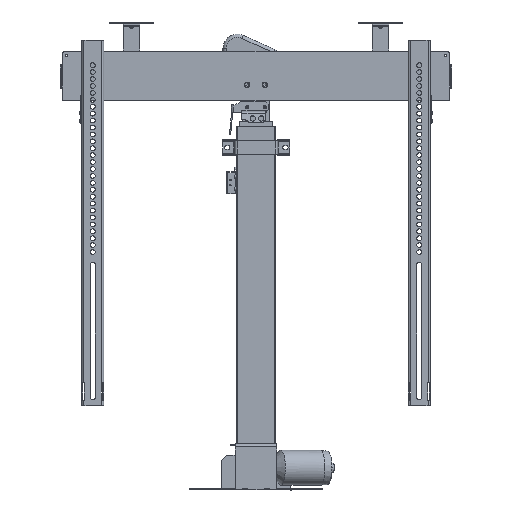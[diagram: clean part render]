
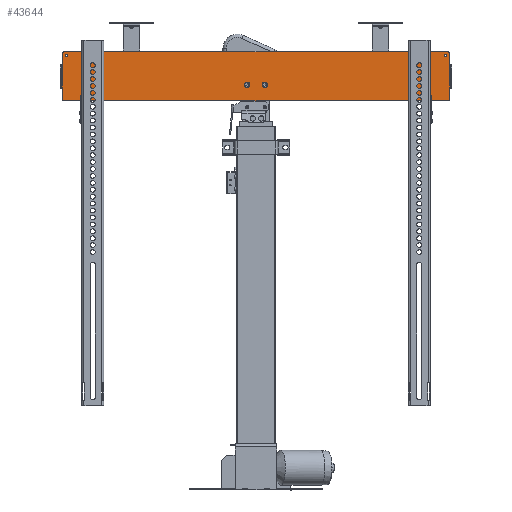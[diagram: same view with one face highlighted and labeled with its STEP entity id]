
A CAD part, top view. The second image highlights one B-rep face of the part: STEP entity #43644.
In plain terms, the highlighted planar face has unit normal (0, 0, 1).
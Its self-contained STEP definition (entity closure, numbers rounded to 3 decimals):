
#43397=CARTESIAN_POINT('',(28.62,-43.137,2.0));
#43398=VERTEX_POINT('',#43397);
#43399=CARTESIAN_POINT('',(23.62,-43.137,2.0));
#43400=DIRECTION('',(0.0,0.0,-1.0));
#43401=DIRECTION('',(-1.0,0.0,0.0));
#43402=AXIS2_PLACEMENT_3D('',#43399,#43400,#43401);
#43403=CIRCLE('',#43402,5.);
#43404=EDGE_CURVE('',#43398,#43398,#43403,.T.);
#43425=CARTESIAN_POINT('',(60.62,-43.137,2.0));
#43426=VERTEX_POINT('',#43425);
#43427=CARTESIAN_POINT('',(55.62,-43.137,2.0));
#43428=DIRECTION('',(0.0,0.0,-1.0));
#43429=DIRECTION('',(-1.0,0.0,0.0));
#43430=AXIS2_PLACEMENT_3D('',#43427,#43428,#43429);
#43431=CIRCLE('',#43430,5.);
#43432=EDGE_CURVE('',#43426,#43426,#43431,.T.);
#43541=CARTESIAN_POINT('',(187.12,13.863,2.0));
#43542=DIRECTION('',(0.0,0.0,1.0));
#43543=DIRECTION('',(1.0,0.0,0.0));
#43544=AXIS2_PLACEMENT_3D('',#43541,#43542,#43543);
#43545=PLANE('',#43544);
#43546=CARTESIAN_POINT('',(387.12,16.363,2.0));
#43547=VERTEX_POINT('',#43546);
#43548=CARTESIAN_POINT('',(-307.88,16.363,2.0));
#43549=VERTEX_POINT('',#43548);
#43550=CARTESIAN_POINT('',(387.12,16.363,2.0));
#43551=DIRECTION('',(-1.0,0.0,0.0));
#43552=VECTOR('',#43551,695.0);
#43553=LINE('',#43550,#43552);
#43554=EDGE_CURVE('',#43547,#43549,#43553,.T.);
#43555=ORIENTED_EDGE('',*,*,#43554,.T.);
#43556=CARTESIAN_POINT('',(-310.38,13.863,2.0));
#43557=VERTEX_POINT('',#43556);
#43558=CARTESIAN_POINT('',(-307.88,13.863,2.0));
#43559=DIRECTION('',(0.0,0.0,1.0));
#43560=DIRECTION('',(-1.0,0.0,0.0));
#43561=AXIS2_PLACEMENT_3D('',#43558,#43559,#43560);
#43562=CIRCLE('',#43561,2.5);
#43563=EDGE_CURVE('',#43549,#43557,#43562,.T.);
#43564=ORIENTED_EDGE('',*,*,#43563,.T.);
#43565=CARTESIAN_POINT('',(-310.38,-69.137,2.0));
#43566=VERTEX_POINT('',#43565);
#43567=CARTESIAN_POINT('',(-310.38,13.863,2.0));
#43568=DIRECTION('',(0.0,-1.0,0.0));
#43569=VECTOR('',#43568,83.0);
#43570=LINE('',#43567,#43569);
#43571=EDGE_CURVE('',#43557,#43566,#43570,.T.);
#43572=ORIENTED_EDGE('',*,*,#43571,.T.);
#43573=CARTESIAN_POINT('',(-307.88,-71.637,2.0));
#43574=VERTEX_POINT('',#43573);
#43575=CARTESIAN_POINT('',(-307.88,-69.137,2.0));
#43576=DIRECTION('',(0.0,0.0,1.0));
#43577=DIRECTION('',(-1.0,0.0,0.0));
#43578=AXIS2_PLACEMENT_3D('',#43575,#43576,#43577);
#43579=CIRCLE('',#43578,2.5);
#43580=EDGE_CURVE('',#43566,#43574,#43579,.T.);
#43581=ORIENTED_EDGE('',*,*,#43580,.T.);
#43582=CARTESIAN_POINT('',(387.12,-71.637,2.0));
#43583=VERTEX_POINT('',#43582);
#43584=CARTESIAN_POINT('',(-307.88,-71.637,2.0));
#43585=DIRECTION('',(1.0,0.0,0.0));
#43586=VECTOR('',#43585,695.0);
#43587=LINE('',#43584,#43586);
#43588=EDGE_CURVE('',#43574,#43583,#43587,.T.);
#43589=ORIENTED_EDGE('',*,*,#43588,.T.);
#43590=CARTESIAN_POINT('',(389.62,-69.137,2.0));
#43591=VERTEX_POINT('',#43590);
#43592=CARTESIAN_POINT('',(387.12,-69.137,2.0));
#43593=DIRECTION('',(0.0,0.0,1.0));
#43594=DIRECTION('',(1.0,0.0,0.0));
#43595=AXIS2_PLACEMENT_3D('',#43592,#43593,#43594);
#43596=CIRCLE('',#43595,2.5);
#43597=EDGE_CURVE('',#43583,#43591,#43596,.T.);
#43598=ORIENTED_EDGE('',*,*,#43597,.T.);
#43599=CARTESIAN_POINT('',(389.62,13.863,2.0));
#43600=VERTEX_POINT('',#43599);
#43601=CARTESIAN_POINT('',(389.62,-69.137,2.0));
#43602=DIRECTION('',(0.0,1.0,0.0));
#43603=VECTOR('',#43602,83.0);
#43604=LINE('',#43601,#43603);
#43605=EDGE_CURVE('',#43591,#43600,#43604,.T.);
#43606=ORIENTED_EDGE('',*,*,#43605,.T.);
#43607=CARTESIAN_POINT('',(387.12,13.863,2.0));
#43608=DIRECTION('',(0.0,0.0,1.0));
#43609=DIRECTION('',(1.0,0.0,0.0));
#43610=AXIS2_PLACEMENT_3D('',#43607,#43608,#43609);
#43611=CIRCLE('',#43610,2.5);
#43612=EDGE_CURVE('',#43600,#43547,#43611,.T.);
#43613=ORIENTED_EDGE('',*,*,#43612,.T.);
#43614=EDGE_LOOP('',(#43555,#43564,#43572,#43581,#43589,#43598,#43606,#43613));
#43615=FACE_OUTER_BOUND('',#43614,.T.);
#43616=ORIENTED_EDGE('',*,*,#43404,.T.);
#43617=EDGE_LOOP('',(#43616));
#43618=FACE_BOUND('',#43617,.T.);
#43619=ORIENTED_EDGE('',*,*,#43432,.T.);
#43620=EDGE_LOOP('',(#43619));
#43621=FACE_BOUND('',#43620,.T.);
#43622=CARTESIAN_POINT('',(383.62,10.363,2.0));
#43623=VERTEX_POINT('',#43622);
#43624=CARTESIAN_POINT('',(381.62,10.363,2.0));
#43625=DIRECTION('',(0.0,0.0,1.0));
#43626=DIRECTION('',(1.0,0.0,0.0));
#43627=AXIS2_PLACEMENT_3D('',#43624,#43625,#43626);
#43628=CIRCLE('',#43627,2.);
#43629=EDGE_CURVE('',#43623,#43623,#43628,.T.);
#43630=ORIENTED_EDGE('',*,*,#43629,.F.);
#43631=EDGE_LOOP('',(#43630));
#43632=FACE_BOUND('',#43631,.T.);
#43633=CARTESIAN_POINT('',(-300.38,10.363,2.0));
#43634=VERTEX_POINT('',#43633);
#43635=CARTESIAN_POINT('',(-302.38,10.363,2.0));
#43636=DIRECTION('',(0.0,0.0,1.0));
#43637=DIRECTION('',(-1.0,0.0,0.0));
#43638=AXIS2_PLACEMENT_3D('',#43635,#43636,#43637);
#43639=CIRCLE('',#43638,2.);
#43640=EDGE_CURVE('',#43634,#43634,#43639,.T.);
#43641=ORIENTED_EDGE('',*,*,#43640,.F.);
#43642=EDGE_LOOP('',(#43641));
#43643=FACE_BOUND('',#43642,.T.);
#43644=ADVANCED_FACE('',(#43615,#43618,#43621,#43632,#43643),#43545,.T.);
